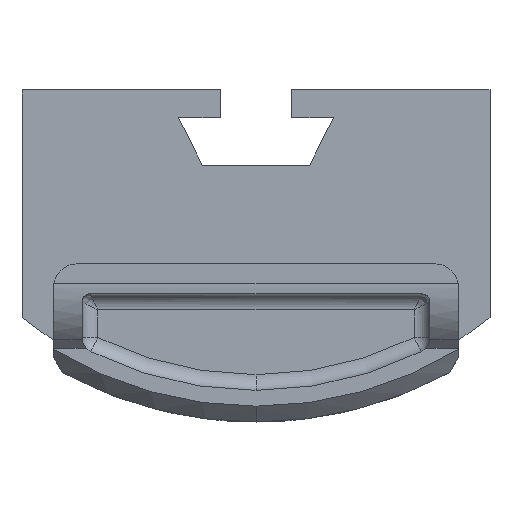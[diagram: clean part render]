
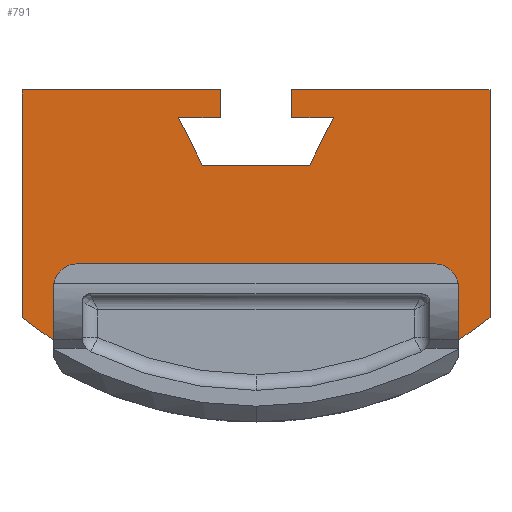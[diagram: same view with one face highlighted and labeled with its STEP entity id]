
A CAD part, top view. The second image highlights one B-rep face of the part: STEP entity #791.
In plain terms, the highlighted planar face has unit normal (0, 0, 1).
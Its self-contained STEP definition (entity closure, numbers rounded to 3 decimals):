
#200=CARTESIAN_POINT('',(12.8,77.698,20.4));
#201=VERTEX_POINT('',#200);
#208=CARTESIAN_POINT('',(12.8,81.,20.4));
#209=VERTEX_POINT('',#208);
#210=CARTESIAN_POINT('',(12.8,77.698,20.4));
#211=DIRECTION('',(0.,1.,0.));
#212=VECTOR('',#211,3.302);
#213=LINE('',#210,#212);
#214=EDGE_CURVE('',#201,#209,#213,.T.);
#448=CARTESIAN_POINT('',(2.25,93.5,20.4));
#449=VERTEX_POINT('',#448);
#456=CARTESIAN_POINT('',(14.8,93.5,20.4));
#457=VERTEX_POINT('',#456);
#458=CARTESIAN_POINT('',(2.25,93.5,20.4));
#459=DIRECTION('',(1.,-0.,0.));
#460=VECTOR('',#459,12.55);
#461=LINE('',#458,#460);
#462=EDGE_CURVE('',#449,#457,#461,.T.);
#605=CARTESIAN_POINT('',(-14.8,93.5,20.4));
#606=VERTEX_POINT('',#605);
#607=CARTESIAN_POINT('',(-2.25,93.5,20.4));
#608=VERTEX_POINT('',#607);
#609=CARTESIAN_POINT('',(-14.8,93.5,20.4));
#610=DIRECTION('',(1.,-0.,0.));
#611=VECTOR('',#610,12.55);
#612=LINE('',#609,#611);
#613=EDGE_CURVE('',#606,#608,#612,.T.);
#663=CARTESIAN_POINT('',(-0.,98.,20.4));
#664=DIRECTION('',(0.,0.,-1.));
#665=DIRECTION('',(1.,-0.,0.));
#666=AXIS2_PLACEMENT_3D('',#663,#664,#665);
#667=PLANE('',#666);
#668=ORIENTED_EDGE('',*,*,#462,.F.);
#669=CARTESIAN_POINT('',(2.25,91.75,20.4));
#670=VERTEX_POINT('',#669);
#671=CARTESIAN_POINT('',(2.25,93.5,20.4));
#672=DIRECTION('',(-0.,-1.,0.));
#673=VECTOR('',#672,1.75);
#674=LINE('',#671,#673);
#675=EDGE_CURVE('',#449,#670,#674,.T.);
#676=ORIENTED_EDGE('',*,*,#675,.T.);
#677=CARTESIAN_POINT('',(4.905,91.75,20.4));
#678=VERTEX_POINT('',#677);
#679=CARTESIAN_POINT('',(4.905,91.75,20.4));
#680=DIRECTION('',(-1.,0.,0.));
#681=VECTOR('',#680,2.655);
#682=LINE('',#679,#681);
#683=EDGE_CURVE('',#678,#670,#682,.T.);
#684=ORIENTED_EDGE('',*,*,#683,.F.);
#685=CARTESIAN_POINT('',(3.405,88.75,20.4));
#686=VERTEX_POINT('',#685);
#687=CARTESIAN_POINT('',(4.905,91.75,20.4));
#688=DIRECTION('',(-0.447,-0.894,0.));
#689=VECTOR('',#688,3.354);
#690=LINE('',#687,#689);
#691=EDGE_CURVE('',#678,#686,#690,.T.);
#692=ORIENTED_EDGE('',*,*,#691,.T.);
#693=CARTESIAN_POINT('',(-3.405,88.75,20.4));
#694=VERTEX_POINT('',#693);
#695=CARTESIAN_POINT('',(-3.405,88.75,20.4));
#696=DIRECTION('',(1.,-0.,0.));
#697=VECTOR('',#696,6.809);
#698=LINE('',#695,#697);
#699=EDGE_CURVE('',#694,#686,#698,.T.);
#700=ORIENTED_EDGE('',*,*,#699,.F.);
#701=CARTESIAN_POINT('',(-4.905,91.75,20.4));
#702=VERTEX_POINT('',#701);
#703=CARTESIAN_POINT('',(-3.405,88.75,20.4));
#704=DIRECTION('',(-0.447,0.894,0.));
#705=VECTOR('',#704,3.354);
#706=LINE('',#703,#705);
#707=EDGE_CURVE('',#694,#702,#706,.T.);
#708=ORIENTED_EDGE('',*,*,#707,.T.);
#709=CARTESIAN_POINT('',(-2.25,91.75,20.4));
#710=VERTEX_POINT('',#709);
#711=CARTESIAN_POINT('',(-2.25,91.75,20.4));
#712=DIRECTION('',(-1.,0.,0.));
#713=VECTOR('',#712,2.655);
#714=LINE('',#711,#713);
#715=EDGE_CURVE('',#710,#702,#714,.T.);
#716=ORIENTED_EDGE('',*,*,#715,.F.);
#717=CARTESIAN_POINT('',(-2.25,91.75,20.4));
#718=DIRECTION('',(0.,1.,-0.));
#719=VECTOR('',#718,1.75);
#720=LINE('',#717,#719);
#721=EDGE_CURVE('',#710,#608,#720,.T.);
#722=ORIENTED_EDGE('',*,*,#721,.T.);
#723=ORIENTED_EDGE('',*,*,#613,.F.);
#724=CARTESIAN_POINT('',(-14.8,79.107,20.4));
#725=VERTEX_POINT('',#724);
#726=CARTESIAN_POINT('',(-14.8,79.107,20.4));
#727=DIRECTION('',(0.,1.,-0.));
#728=VECTOR('',#727,14.393);
#729=LINE('',#726,#728);
#730=EDGE_CURVE('',#725,#606,#729,.T.);
#731=ORIENTED_EDGE('',*,*,#730,.F.);
#732=CARTESIAN_POINT('',(-12.8,77.698,20.4));
#733=VERTEX_POINT('',#732);
#734=CARTESIAN_POINT('',(-0.,98.,20.4));
#735=DIRECTION('',(-0.,0.,-1.));
#736=DIRECTION('',(0.,1.,0.));
#737=AXIS2_PLACEMENT_3D('',#734,#735,#736);
#738=CIRCLE('',#737,24.);
#739=EDGE_CURVE('',#733,#725,#738,.T.);
#740=ORIENTED_EDGE('',*,*,#739,.F.);
#741=CARTESIAN_POINT('',(-12.8,81.,20.4));
#742=VERTEX_POINT('',#741);
#743=CARTESIAN_POINT('',(-12.8,81.,20.4));
#744=DIRECTION('',(-0.,-1.,0.));
#745=VECTOR('',#744,3.302);
#746=LINE('',#743,#745);
#747=EDGE_CURVE('',#742,#733,#746,.T.);
#748=ORIENTED_EDGE('',*,*,#747,.F.);
#749=CARTESIAN_POINT('',(-11.3,82.5,20.4));
#750=VERTEX_POINT('',#749);
#751=CARTESIAN_POINT('',(-11.3,81.,20.4));
#752=DIRECTION('',(0.,-0.,1.));
#753=DIRECTION('',(-0.,-1.,0.));
#754=AXIS2_PLACEMENT_3D('',#751,#752,#753);
#755=CIRCLE('',#754,1.5);
#756=EDGE_CURVE('',#750,#742,#755,.T.);
#757=ORIENTED_EDGE('',*,*,#756,.F.);
#758=CARTESIAN_POINT('',(11.3,82.5,20.4));
#759=VERTEX_POINT('',#758);
#760=CARTESIAN_POINT('',(11.3,82.5,20.4));
#761=DIRECTION('',(-1.,0.,-0.));
#762=VECTOR('',#761,22.6);
#763=LINE('',#760,#762);
#764=EDGE_CURVE('',#759,#750,#763,.T.);
#765=ORIENTED_EDGE('',*,*,#764,.F.);
#766=CARTESIAN_POINT('',(11.3,81.,20.4));
#767=DIRECTION('',(0.,-0.,1.));
#768=DIRECTION('',(-0.,-1.,0.));
#769=AXIS2_PLACEMENT_3D('',#766,#767,#768);
#770=CIRCLE('',#769,1.5);
#771=EDGE_CURVE('',#209,#759,#770,.T.);
#772=ORIENTED_EDGE('',*,*,#771,.F.);
#773=ORIENTED_EDGE('',*,*,#214,.F.);
#774=CARTESIAN_POINT('',(14.8,79.107,20.4));
#775=VERTEX_POINT('',#774);
#776=CARTESIAN_POINT('',(-0.,98.,20.4));
#777=DIRECTION('',(-0.,0.,-1.));
#778=DIRECTION('',(0.,1.,0.));
#779=AXIS2_PLACEMENT_3D('',#776,#777,#778);
#780=CIRCLE('',#779,24.);
#781=EDGE_CURVE('',#775,#201,#780,.T.);
#782=ORIENTED_EDGE('',*,*,#781,.F.);
#783=CARTESIAN_POINT('',(14.8,93.5,20.4));
#784=DIRECTION('',(-0.,-1.,-0.));
#785=VECTOR('',#784,14.393);
#786=LINE('',#783,#785);
#787=EDGE_CURVE('',#457,#775,#786,.T.);
#788=ORIENTED_EDGE('',*,*,#787,.F.);
#789=EDGE_LOOP('',(#668,#676,#684,#692,#700,#708,#716,#722,#723,#731,#740,#748,#757,#765,#772,#773,#782,#788));
#790=FACE_BOUND('',#789,.T.);
#791=ADVANCED_FACE('',(#790),#667,.F.);
